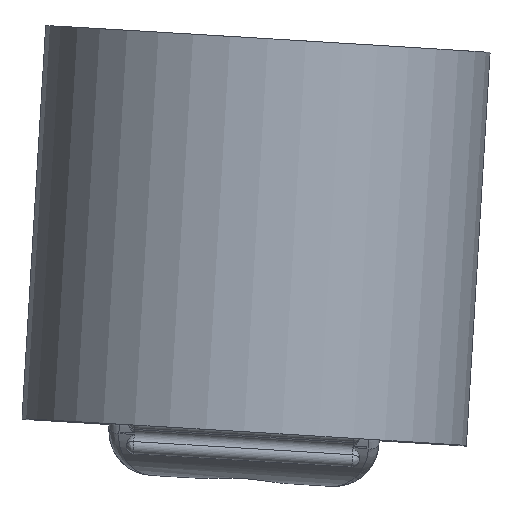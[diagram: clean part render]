
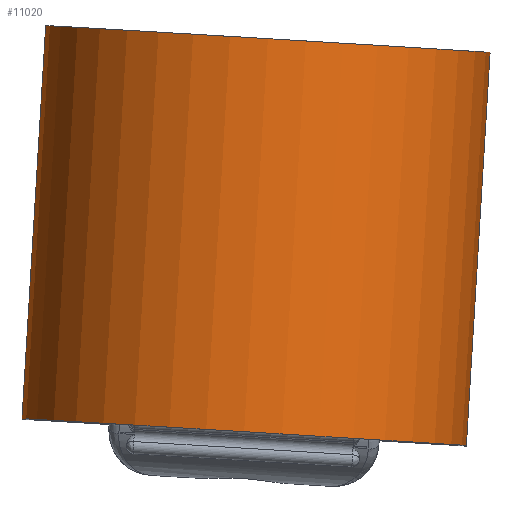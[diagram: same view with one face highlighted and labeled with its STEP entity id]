
A CAD part, top view. The second image highlights one B-rep face of the part: STEP entity #11020.
In plain terms, the highlighted cylindrical face has radius 65.024 mm (diameter 130.048 mm), a partial arc.
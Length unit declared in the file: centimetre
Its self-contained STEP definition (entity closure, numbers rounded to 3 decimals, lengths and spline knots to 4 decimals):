
#189=CYLINDRICAL_SURFACE('',#11718,6.5024);
#483=CIRCLE('',#11705,6.5024);
#490=CIRCLE('',#11713,6.5024);
#1445=FACE_OUTER_BOUND('',#2088,.T.);
#2088=EDGE_LOOP('',(#7440,#7441,#7442,#7443));
#2837=LINE('',#16272,#3627);
#2838=LINE('',#16274,#3628);
#3627=VECTOR('',#13035,11.5);
#3628=VECTOR('',#13038,11.5);
#4423=VERTEX_POINT('',#16198);
#4424=VERTEX_POINT('',#16200);
#4441=VERTEX_POINT('',#16235);
#4448=VERTEX_POINT('',#16249);
#5596=EDGE_CURVE('',#4424,#4423,#483,.T.);
#5621=EDGE_CURVE('',#4441,#4448,#490,.T.);
#5632=EDGE_CURVE('',#4441,#4423,#2837,.T.);
#5633=EDGE_CURVE('',#4448,#4424,#2838,.T.);
#7440=ORIENTED_EDGE('',*,*,#5596,.T.);
#7441=ORIENTED_EDGE('',*,*,#5632,.F.);
#7442=ORIENTED_EDGE('',*,*,#5621,.T.);
#7443=ORIENTED_EDGE('',*,*,#5633,.T.);
#11020=ADVANCED_FACE('',(#1445),#189,.T.);
#11705=AXIS2_PLACEMENT_3D('',#16201,#12984,#12985);
#11713=AXIS2_PLACEMENT_3D('',#16251,#13018,#13019);
#11718=AXIS2_PLACEMENT_3D('',#16273,#13036,#13037);
#12984=DIRECTION('center_axis',(0.06,0.998,0.));
#12985=DIRECTION('ref_axis',(0.998,-0.06,0.027));
#13018=DIRECTION('center_axis',(-0.06,-0.998,
0.));
#13019=DIRECTION('ref_axis',(0.998,-0.06,0.027));
#13035=DIRECTION('',(-0.06,-0.998,0.));
#13036=DIRECTION('center_axis',(-0.06,-0.998,
0.));
#13037=DIRECTION('ref_axis',(0.998,-0.06,0.027));
#13038=DIRECTION('',(-0.06,-0.998,0.));
#16198=CARTESIAN_POINT('',(4.9213,-6.8839,33.5046));
#16200=CARTESIAN_POINT('',(-8.0551,-6.1006,33.5046));
#16201=CARTESIAN_POINT('Origin',(-1.5669,-6.4923,33.3284));
#16235=CARTESIAN_POINT('',(5.6141,4.5952,33.5046));
#16249=CARTESIAN_POINT('',(-7.3622,5.3785,33.5046));
#16251=CARTESIAN_POINT('Origin',(-0.8741,4.9869,33.3284));
#16272=CARTESIAN_POINT('',(5.6141,4.5952,33.5046));
#16273=CARTESIAN_POINT('Origin',(-0.8741,4.9869,33.3284));
#16274=CARTESIAN_POINT('',(-7.3622,5.3785,33.5046));
